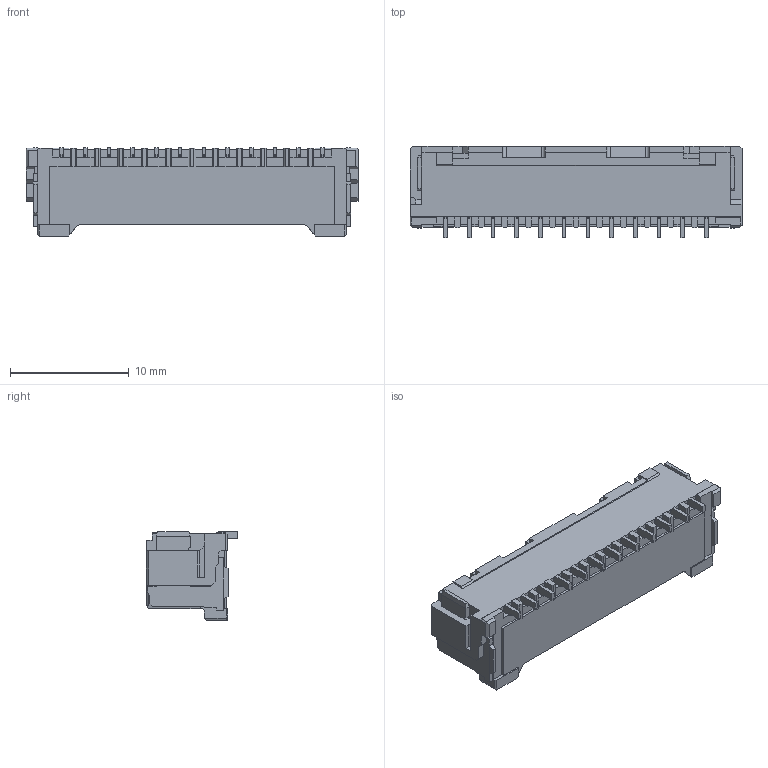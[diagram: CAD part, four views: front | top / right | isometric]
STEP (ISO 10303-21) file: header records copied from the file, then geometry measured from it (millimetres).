
FILE_DESCRIPTION((''),'2;1');
FILE_NAME('5024431270','2016-07-15T',('gsharma'),(''),'PRO/ENGINEER BY PARAMETRIC TECHNOLOGY CORPORATION, 2012310','PRO/ENGINEER BY PARAMETRIC TECHNOLOGY CORPORATION, 2012310','');
FILE_SCHEMA(('CONFIG_CONTROL_DESIGN'));
Length unit declared in the file: millimetre
Products named in the file (1): 5024431270
Bounding box: 28 x 7.7 x 7.5 mm (x, y, z)
Volume: 680.9 mm3; surface area: 1420.9 mm2
Topology: 1 solids, 1 shells, 779 faces, 2313 edges, 1525 vertices
Faces by surface type: plane 691, cylinder 86, cone 2
Entity records: 25579 total; most frequent: CARTESIAN_POINT 4645, ORIENTED_EDGE 4514, DIRECTION 4015, EDGE_CURVE 2257, VECTOR 2127, LINE 2127, VERTEX_POINT 1469, AXIS2_PLACEMENT_3D 944
